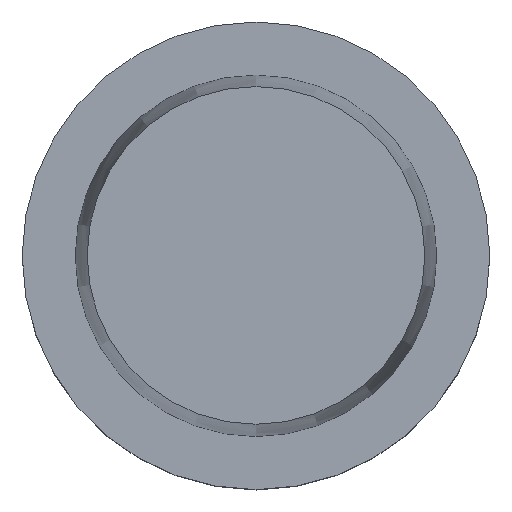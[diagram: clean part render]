
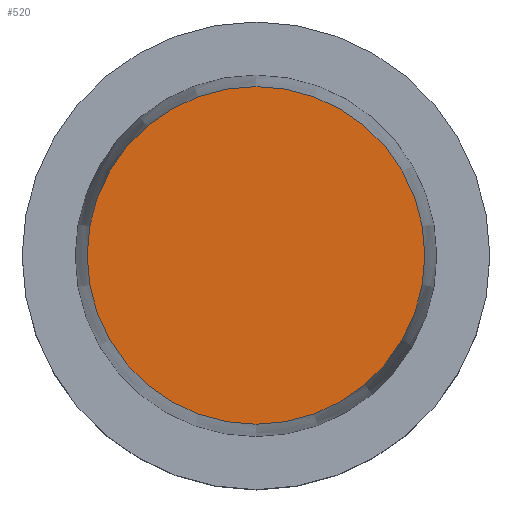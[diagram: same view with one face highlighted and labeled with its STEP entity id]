
A CAD part, top view. The second image highlights one B-rep face of the part: STEP entity #520.
In plain terms, the highlighted planar face has unit normal (0, 0, 1).
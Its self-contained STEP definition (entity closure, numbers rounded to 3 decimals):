
#159=PLANE('',#2084);
#391=FACE_OUTER_BOUND('',#790,.T.);
#520=ADVANCED_FACE('',(#391),#159,.F.);
#790=EDGE_LOOP('',(#1050));
#1050=ORIENTED_EDGE('',*,*,#1710,.F.);
#1497=VERTEX_POINT('',#3405);
#1710=EDGE_CURVE('',#1497,#1497,#1865,.T.);
#1865=CIRCLE('',#2083,22.722);
#2083=AXIS2_PLACEMENT_3D('',#3404,#2411,#2412);
#2084=AXIS2_PLACEMENT_3D('',#3406,#2413,#2414);
#2411=DIRECTION('',(0.,0.,-1.));
#2412=DIRECTION('',(0.,-1.,0.));
#2413=DIRECTION('',(0.,0.,-1.));
#2414=DIRECTION('',(0.,-1.,0.));
#3404=CARTESIAN_POINT('',(0.,0.,31.9));
#3405=CARTESIAN_POINT('',(0.,-22.722,31.9));
#3406=CARTESIAN_POINT('',(0.,0.,31.9));
